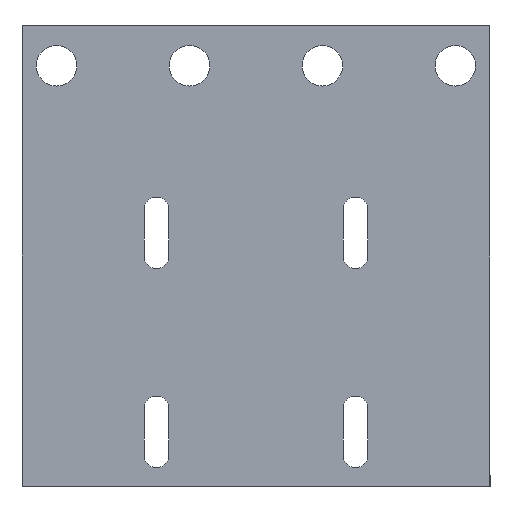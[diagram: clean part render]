
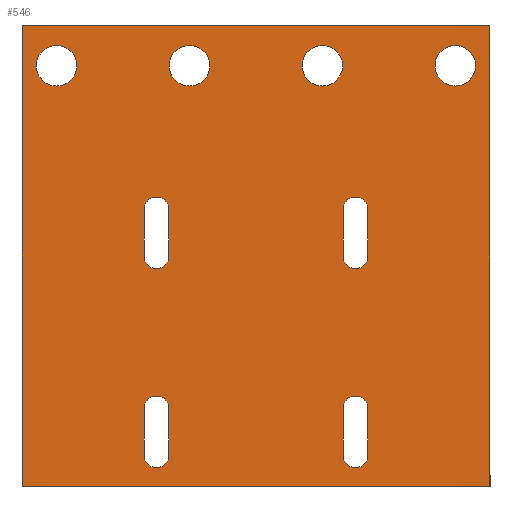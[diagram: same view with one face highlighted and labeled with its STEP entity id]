
A CAD part, front view. The second image highlights one B-rep face of the part: STEP entity #546.
In plain terms, the highlighted face is planar.
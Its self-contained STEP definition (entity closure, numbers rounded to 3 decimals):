
#35=FACE_BOUND('',#139,.T.);
#36=FACE_BOUND('',#140,.T.);
#37=FACE_BOUND('',#141,.T.);
#38=FACE_BOUND('',#142,.T.);
#39=FACE_BOUND('',#143,.T.);
#40=FACE_BOUND('',#144,.T.);
#41=FACE_BOUND('',#145,.T.);
#42=FACE_BOUND('',#146,.T.);
#43=CIRCLE('',#554,1.55);
#45=CIRCLE('',#558,1.55);
#47=CIRCLE('',#562,1.55);
#49=CIRCLE('',#566,1.55);
#51=CIRCLE('',#570,1.55);
#53=CIRCLE('',#574,1.55);
#55=CIRCLE('',#578,1.55);
#57=CIRCLE('',#582,1.55);
#63=CIRCLE('',#592,2.55);
#64=CIRCLE('',#594,2.55);
#65=CIRCLE('',#596,2.55);
#66=CIRCLE('',#598,2.55);
#104=FACE_OUTER_BOUND('',#138,.T.);
#138=EDGE_LOOP('',(#483,#484,#485,#486));
#139=EDGE_LOOP('',(#487,#488,#489,#490));
#140=EDGE_LOOP('',(#491,#492,#493,#494));
#141=EDGE_LOOP('',(#495,#496,#497,#498));
#142=EDGE_LOOP('',(#499,#500,#501,#502));
#143=EDGE_LOOP('',(#503));
#144=EDGE_LOOP('',(#504));
#145=EDGE_LOOP('',(#505));
#146=EDGE_LOOP('',(#506));
#147=LINE('',#774,#195);
#152=LINE('',#788,#200);
#155=LINE('',#798,#203);
#160=LINE('',#812,#208);
#163=LINE('',#822,#211);
#168=LINE('',#836,#216);
#171=LINE('',#846,#219);
#176=LINE('',#860,#224);
#183=LINE('',#887,#231);
#186=LINE('',#892,#234);
#193=LINE('',#913,#241);
#194=LINE('',#915,#242);
#195=VECTOR('',#615,10.);
#200=VECTOR('',#628,10.);
#203=VECTOR('',#639,10.);
#208=VECTOR('',#652,10.);
#211=VECTOR('',#663,10.);
#216=VECTOR('',#676,10.);
#219=VECTOR('',#687,10.);
#224=VECTOR('',#700,10.);
#231=VECTOR('',#725,10.);
#234=VECTOR('',#730,10.);
#241=VECTOR('',#755,10.);
#242=VECTOR('',#758,10.);
#243=VERTEX_POINT('',#772);
#244=VERTEX_POINT('',#773);
#247=VERTEX_POINT('',#781);
#249=VERTEX_POINT('',#787);
#251=VERTEX_POINT('',#796);
#252=VERTEX_POINT('',#797);
#255=VERTEX_POINT('',#805);
#257=VERTEX_POINT('',#811);
#259=VERTEX_POINT('',#820);
#260=VERTEX_POINT('',#821);
#263=VERTEX_POINT('',#829);
#265=VERTEX_POINT('',#835);
#267=VERTEX_POINT('',#844);
#268=VERTEX_POINT('',#845);
#271=VERTEX_POINT('',#853);
#273=VERTEX_POINT('',#859);
#283=VERTEX_POINT('',#885);
#284=VERTEX_POINT('',#886);
#285=VERTEX_POINT('',#891);
#286=VERTEX_POINT('',#895);
#287=VERTEX_POINT('',#899);
#288=VERTEX_POINT('',#903);
#289=VERTEX_POINT('',#907);
#290=VERTEX_POINT('',#911);
#291=EDGE_CURVE('',#243,#244,#147,.T.);
#295=EDGE_CURVE('',#244,#247,#43,.T.);
#298=EDGE_CURVE('',#247,#249,#152,.T.);
#301=EDGE_CURVE('',#249,#243,#45,.T.);
#303=EDGE_CURVE('',#251,#252,#155,.T.);
#307=EDGE_CURVE('',#252,#255,#47,.T.);
#310=EDGE_CURVE('',#255,#257,#160,.T.);
#313=EDGE_CURVE('',#257,#251,#49,.T.);
#315=EDGE_CURVE('',#259,#260,#163,.T.);
#319=EDGE_CURVE('',#260,#263,#51,.T.);
#322=EDGE_CURVE('',#263,#265,#168,.T.);
#325=EDGE_CURVE('',#265,#259,#53,.T.);
#327=EDGE_CURVE('',#267,#268,#171,.T.);
#331=EDGE_CURVE('',#268,#271,#55,.T.);
#334=EDGE_CURVE('',#271,#273,#176,.T.);
#337=EDGE_CURVE('',#273,#267,#57,.T.);
#347=EDGE_CURVE('',#283,#284,#183,.T.);
#350=EDGE_CURVE('',#285,#284,#186,.T.);
#352=EDGE_CURVE('',#286,#286,#63,.T.);
#354=EDGE_CURVE('',#287,#287,#64,.T.);
#356=EDGE_CURVE('',#288,#288,#65,.T.);
#358=EDGE_CURVE('',#289,#289,#66,.T.);
#361=EDGE_CURVE('',#290,#283,#193,.T.);
#362=EDGE_CURVE('',#290,#285,#194,.T.);
#483=ORIENTED_EDGE('',*,*,#362,.T.);
#484=ORIENTED_EDGE('',*,*,#350,.T.);
#485=ORIENTED_EDGE('',*,*,#347,.F.);
#486=ORIENTED_EDGE('',*,*,#361,.F.);
#487=ORIENTED_EDGE('',*,*,#298,.F.);
#488=ORIENTED_EDGE('',*,*,#295,.F.);
#489=ORIENTED_EDGE('',*,*,#291,.F.);
#490=ORIENTED_EDGE('',*,*,#301,.F.);
#491=ORIENTED_EDGE('',*,*,#310,.F.);
#492=ORIENTED_EDGE('',*,*,#307,.F.);
#493=ORIENTED_EDGE('',*,*,#303,.F.);
#494=ORIENTED_EDGE('',*,*,#313,.F.);
#495=ORIENTED_EDGE('',*,*,#322,.F.);
#496=ORIENTED_EDGE('',*,*,#319,.F.);
#497=ORIENTED_EDGE('',*,*,#315,.F.);
#498=ORIENTED_EDGE('',*,*,#325,.F.);
#499=ORIENTED_EDGE('',*,*,#334,.F.);
#500=ORIENTED_EDGE('',*,*,#331,.F.);
#501=ORIENTED_EDGE('',*,*,#327,.F.);
#502=ORIENTED_EDGE('',*,*,#337,.F.);
#503=ORIENTED_EDGE('',*,*,#358,.F.);
#504=ORIENTED_EDGE('',*,*,#356,.F.);
#505=ORIENTED_EDGE('',*,*,#354,.F.);
#506=ORIENTED_EDGE('',*,*,#352,.F.);
#520=PLANE('',#601);
#546=ADVANCED_FACE('',(#104,#35,#36,#37,#38,#39,#40,#41,#42),#520,.F.);
#554=AXIS2_PLACEMENT_3D('',#782,#621,#622);
#558=AXIS2_PLACEMENT_3D('',#793,#633,#634);
#562=AXIS2_PLACEMENT_3D('',#806,#645,#646);
#566=AXIS2_PLACEMENT_3D('',#817,#657,#658);
#570=AXIS2_PLACEMENT_3D('',#830,#669,#670);
#574=AXIS2_PLACEMENT_3D('',#841,#681,#682);
#578=AXIS2_PLACEMENT_3D('',#854,#693,#694);
#582=AXIS2_PLACEMENT_3D('',#865,#705,#706);
#592=AXIS2_PLACEMENT_3D('',#896,#734,#735);
#594=AXIS2_PLACEMENT_3D('',#900,#739,#740);
#596=AXIS2_PLACEMENT_3D('',#904,#744,#745);
#598=AXIS2_PLACEMENT_3D('',#908,#749,#750);
#601=AXIS2_PLACEMENT_3D('',#916,#759,#760);
#615=DIRECTION('',(0.,0.,1.));
#621=DIRECTION('center_axis',(0.,1.,0.));
#622=DIRECTION('ref_axis',(1.,0.,0.));
#628=DIRECTION('',(0.,0.,-1.));
#633=DIRECTION('center_axis',(0.,1.,0.));
#634=DIRECTION('ref_axis',(-1.,0.,0.));
#639=DIRECTION('',(0.,0.,1.));
#645=DIRECTION('center_axis',(0.,1.,0.));
#646=DIRECTION('ref_axis',(1.,0.,0.));
#652=DIRECTION('',(0.,0.,-1.));
#657=DIRECTION('center_axis',(0.,1.,0.));
#658=DIRECTION('ref_axis',(-1.,0.,0.));
#663=DIRECTION('',(0.,0.,1.));
#669=DIRECTION('center_axis',(0.,1.,0.));
#670=DIRECTION('ref_axis',(1.,0.,0.));
#676=DIRECTION('',(0.,0.,-1.));
#681=DIRECTION('center_axis',(0.,1.,0.));
#682=DIRECTION('ref_axis',(-1.,0.,0.));
#687=DIRECTION('',(0.,0.,1.));
#693=DIRECTION('center_axis',(0.,1.,0.));
#694=DIRECTION('ref_axis',(1.,0.,0.));
#700=DIRECTION('',(0.,0.,-1.));
#705=DIRECTION('center_axis',(0.,1.,0.));
#706=DIRECTION('ref_axis',(-1.,0.,0.));
#725=DIRECTION('',(0.,0.,1.));
#730=DIRECTION('',(1.,0.,0.));
#734=DIRECTION('center_axis',(0.,1.,0.));
#735=DIRECTION('ref_axis',(-1.,0.,0.));
#739=DIRECTION('center_axis',(0.,1.,0.));
#740=DIRECTION('ref_axis',(-1.,0.,0.));
#744=DIRECTION('center_axis',(0.,1.,0.));
#745=DIRECTION('ref_axis',(-1.,0.,0.));
#749=DIRECTION('center_axis',(0.,1.,0.));
#750=DIRECTION('ref_axis',(-1.,0.,0.));
#755=DIRECTION('',(1.,0.,0.));
#758=DIRECTION('',(0.,0.,1.));
#759=DIRECTION('center_axis',(0.,-1.,0.));
#760=DIRECTION('ref_axis',(-1.,0.,0.));
#772=CARTESIAN_POINT('',(157.281,515.82,-185.838));
#773=CARTESIAN_POINT('',(157.281,515.82,-179.938));
#774=CARTESIAN_POINT('',(157.281,515.82,-180.709));
#781=CARTESIAN_POINT('',(160.381,515.82,-179.938));
#782=CARTESIAN_POINT('Origin',(158.831,515.82,-179.938));
#787=CARTESIAN_POINT('',(160.381,515.82,-185.838));
#788=CARTESIAN_POINT('',(160.381,515.82,-183.659));
#793=CARTESIAN_POINT('Origin',(158.831,515.82,-185.838));
#796=CARTESIAN_POINT('',(132.281,515.82,-160.838));
#797=CARTESIAN_POINT('',(132.281,515.82,-154.938));
#798=CARTESIAN_POINT('',(132.281,515.82,-168.209));
#805=CARTESIAN_POINT('',(135.381,515.82,-154.938));
#806=CARTESIAN_POINT('Origin',(133.831,515.82,-154.938));
#811=CARTESIAN_POINT('',(135.381,515.82,-160.838));
#812=CARTESIAN_POINT('',(135.381,515.82,-171.159));
#817=CARTESIAN_POINT('Origin',(133.831,515.82,-160.838));
#820=CARTESIAN_POINT('',(132.281,515.82,-185.838));
#821=CARTESIAN_POINT('',(132.281,515.82,-179.938));
#822=CARTESIAN_POINT('',(132.281,515.82,-180.709));
#829=CARTESIAN_POINT('',(135.381,515.82,-179.938));
#830=CARTESIAN_POINT('Origin',(133.831,515.82,-179.938));
#835=CARTESIAN_POINT('',(135.381,515.82,-185.838));
#836=CARTESIAN_POINT('',(135.381,515.82,-183.659));
#841=CARTESIAN_POINT('Origin',(133.831,515.82,-185.838));
#844=CARTESIAN_POINT('',(157.281,515.82,-160.838));
#845=CARTESIAN_POINT('',(157.281,515.82,-154.938));
#846=CARTESIAN_POINT('',(157.281,515.82,-168.209));
#853=CARTESIAN_POINT('',(160.381,515.82,-154.938));
#854=CARTESIAN_POINT('Origin',(158.831,515.82,-154.938));
#859=CARTESIAN_POINT('',(160.381,515.82,-160.838));
#860=CARTESIAN_POINT('',(160.381,515.82,-171.159));
#865=CARTESIAN_POINT('Origin',(158.831,515.82,-160.838));
#885=CARTESIAN_POINT('',(175.731,515.82,-208.888));
#886=CARTESIAN_POINT('',(175.731,515.82,-151.072));
#887=CARTESIAN_POINT('',(175.731,515.82,-208.888));
#891=CARTESIAN_POINT('',(116.931,515.82,-151.072));
#892=CARTESIAN_POINT('',(175.731,515.82,-151.072));
#895=CARTESIAN_POINT('',(173.924,515.82,-203.888));
#896=CARTESIAN_POINT('Origin',(171.374,515.82,-203.888));
#899=CARTESIAN_POINT('',(123.824,515.82,-203.888));
#900=CARTESIAN_POINT('Origin',(121.274,515.82,-203.888));
#903=CARTESIAN_POINT('',(140.524,515.82,-203.888));
#904=CARTESIAN_POINT('Origin',(137.974,515.82,-203.888));
#907=CARTESIAN_POINT('',(157.224,515.82,-203.888));
#908=CARTESIAN_POINT('Origin',(154.674,515.82,-203.888));
#911=CARTESIAN_POINT('',(116.931,515.82,-208.888));
#913=CARTESIAN_POINT('',(116.931,515.82,-208.888));
#915=CARTESIAN_POINT('',(116.931,515.82,-154.072));
#916=CARTESIAN_POINT('Origin',(146.331,515.82,-181.48));
